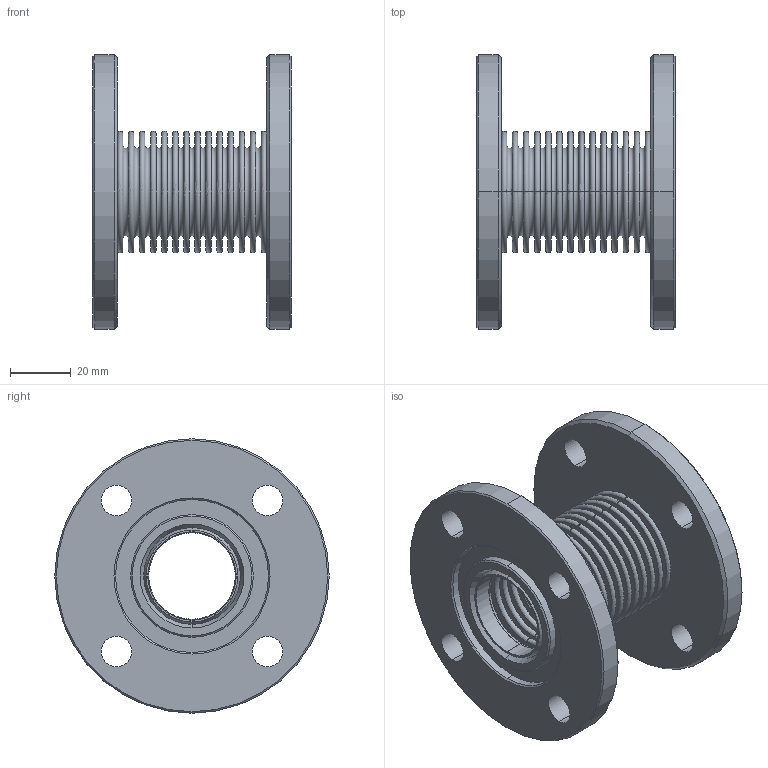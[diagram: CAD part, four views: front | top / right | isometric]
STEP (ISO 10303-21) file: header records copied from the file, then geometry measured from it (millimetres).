
FILE_DESCRIPTION( (''), '2;1');
FILE_NAME ('CAD716.5368.IF25_32517.stp','2016-11-16T14:50:18',(''),(''),'spGate 12.6.6','','');
FILE_SCHEMA (('AUTOMOTIVE_DESIGN'));
Length unit declared in the file: millimetre
Products named in the file (4): Assembly; IF25-1; IF25-2; IF25-3
Assembly tree (3 placements, depth 2):
  Assembly
    IF25-1
    IF25-2
    IF25-3
Bounding box: 65 x 90 x 90 mm (x, y, z)
Volume: 86326.8 mm3; surface area: 72685 mm2
Topology: 3 solids, 3 shells, 242 faces, 500 edges, 324 vertices
Faces by surface type: bspline 140, plane 66, cylinder 36
Entity records: 13616 total; most frequent: CARTESIAN_POINT 4646, ORIENTED_EDGE 1000, DIRECTION 868, COLOUR_RGB 745, PRESENTATION_STYLE_ASSIGNMENT 745, STYLED_ITEM 745, EDGE_CURVE 500, DRAUGHTING_PRE_DEFINED_CURVE_FONT 500
